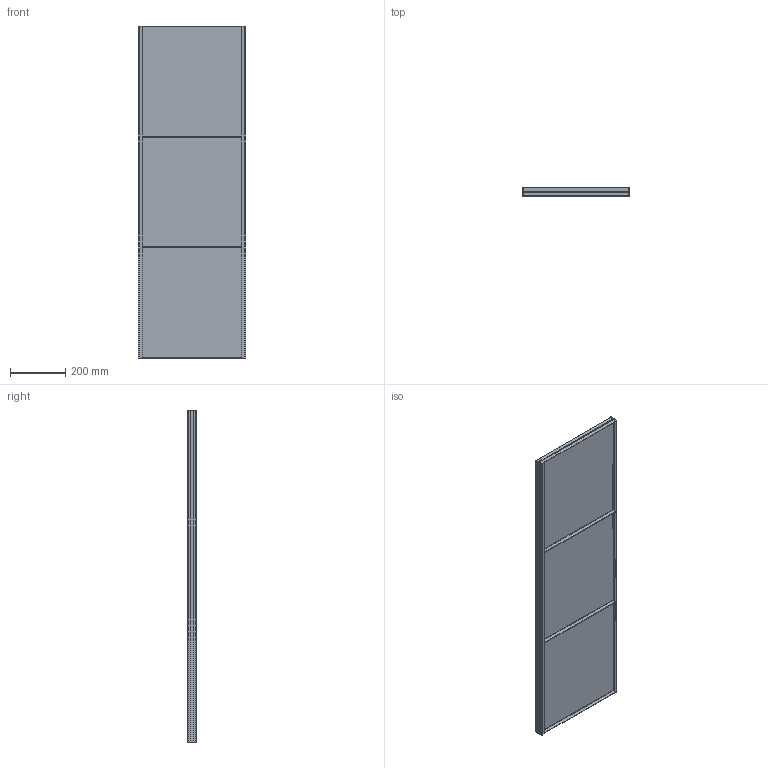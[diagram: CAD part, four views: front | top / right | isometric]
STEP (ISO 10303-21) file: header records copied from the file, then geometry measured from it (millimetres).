
FILE_DESCRIPTION(/* description */ (''),/* implementation_level */ '2;1');
FILE_NAME(/* name */ '7425320',/* time_stamp */ '2015-07-02T14:36:03+02:00',/* author */ (''),/* organization */ (''),/* preprocessor_version */ 'ST-DEVELOPER v15',/* originating_system */ '',/* authorisation */ '');
FILE_SCHEMA (('CONFIG_CONTROL_DESIGN'));
Length unit declared in the file: millimetre
Products named in the file (1): Document
Bounding box: 388 x 33 x 1200 mm (x, y, z)
Volume: 1819133.8 mm3; surface area: 2490726.7 mm2
Topology: 12 solids, 12 shells, 344 faces, 736 edges, 416 vertices
Faces by surface type: plane 288, bspline 56
Entity records: 8500 total; most frequent: CARTESIAN_POINT 3242, ORIENTED_EDGE 1472, EDGE_CURVE 736, B_SPLINE_CURVE_WITH_KNOTS 624, VERTEX_POINT 416, ADVANCED_FACE 344, FACE_OUTER_BOUND 344, EDGE_LOOP 344
